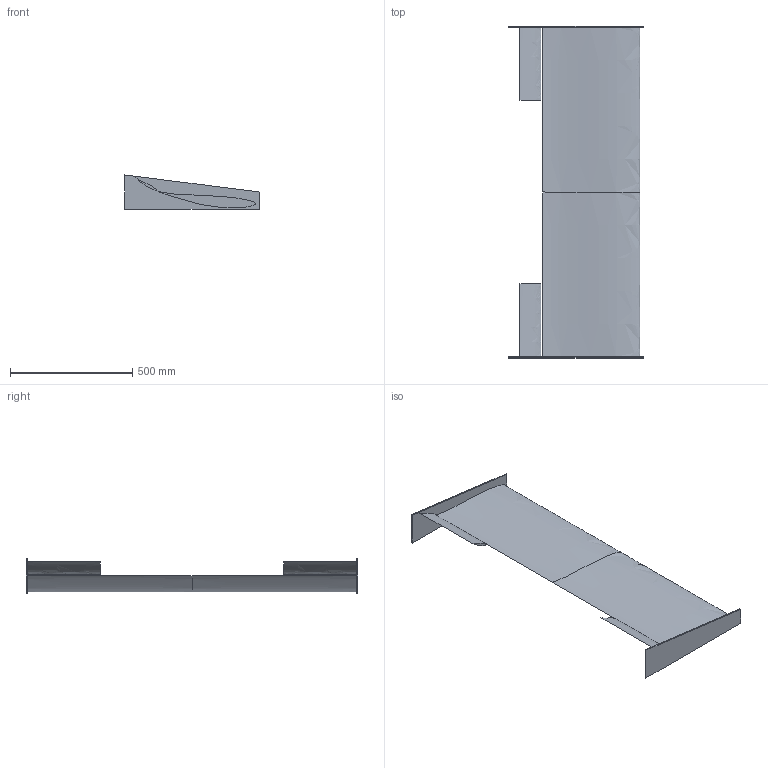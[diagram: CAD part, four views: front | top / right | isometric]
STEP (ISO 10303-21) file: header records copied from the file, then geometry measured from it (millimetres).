
FILE_DESCRIPTION(('CATIA V5 STEP Exchange'),'2;1');
FILE_NAME('Front Wing.stp','2019-11-15T15:38:12+00:00',('none'),('none'),'CATIA Version 5 Release 17 (IN-10)','CATIA V5 STEP AP203','none');
FILE_SCHEMA(('CONFIG_CONTROL_DESIGN'));
Length unit declared in the file: millimetre
Products named in the file (1): Front Wing
Assembly tree (6 placements, depth 2):
  Front Wing
    #56
    #231
    #1934
    #3637
    #3812
    #5515
Bounding box: 550 x 1360 x 140 mm (x, y, z)
Volume: 16905523.5 mm3; surface area: 1513871.8 mm2
Topology: 6 solids, 6 shells, 28 faces, 48 edges, 32 vertices
Faces by surface type: plane 20, bspline 8
Entity records: 7197 total; most frequent: CARTESIAN_POINT 6568, ORIENTED_EDGE 96, DIRECTION 88, EDGE_CURVE 48, AXIS2_PLACEMENT_3D 32, VERTEX_POINT 32, ADVANCED_FACE 28, EDGE_LOOP 28
